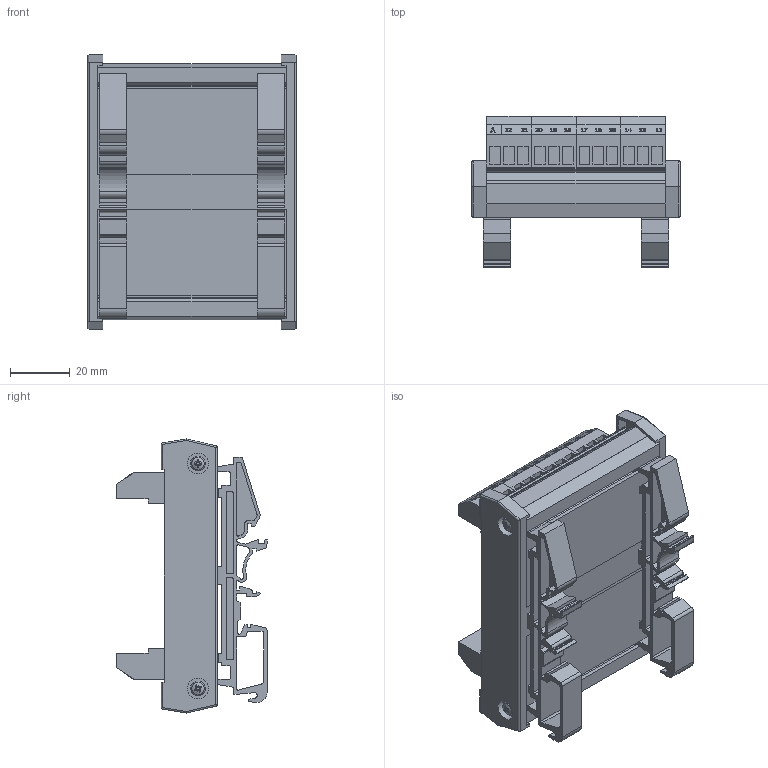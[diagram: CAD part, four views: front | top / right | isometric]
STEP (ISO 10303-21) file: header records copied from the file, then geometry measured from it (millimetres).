
FILE_DESCRIPTION((''),'2;1');
FILE_NAME('5705.2.stp','2013-12-30T11:15:41',('roland'),(''),'Autodesk Inventor 2013','Autodesk Inventor 2013','');
FILE_SCHEMA(('CONFIG_CONTROL_DESIGN'));
Length unit declared in the file: millimetre
Products named in the file (12): 5705; 22 plate; 3 hole green; diode long 1A bussed; bussed filler; 22diodes; BS EN ISO 7045 Z - Metric M2.5 x 10 - 4.8 - Z; BASE LEGS; BASE SIDE; A Lable; 22 lable A 1 & 3 AMP; 22 lable B 1 & 3 AMP
Assembly tree (46 placements, depth 2):
  5705
    22 plate
    3 hole green  x8
    diode long 1A bussed  x22
    bussed filler  x2
    22diodes
    BS EN ISO 7045 Z - Metric M2.5 x 10 - 4.8 - Z  x4
    BASE LEGS  x2
    BASE SIDE  x2
    A Lable  x2
    22 lable A 1 & 3 AMP
    22 lable B 1 & 3 AMP
Bounding box: 69.97 x 50.69 x 91.98 mm (x, y, z)
Volume: 53412.3 mm3; surface area: 71061.2 mm2
Topology: 46 solids, 46 shells, 2167 faces, 5598 edges, 3532 vertices
Faces by surface type: plane 1223, cylinder 483, bspline 329, cone 64, sphere 48, torus 20
Full cylindrical faces by diameter (mm): 0.68 x94, 1 x72, 1.3 x24, 2.256 x4, 2.5 x4, 2.649 x22, 2.65 x22, 3.2 x4, 3.75 x24, 7 x4, 9 x4
Entity records: 41324 total; most frequent: CARTESIAN_POINT 11009, ORIENTED_EDGE 6504, DIRECTION 5168, EDGE_CURVE 3252, VERTEX_POINT 2238, VECTOR 2122, LINE 2122, EDGE_LOOP 1620
